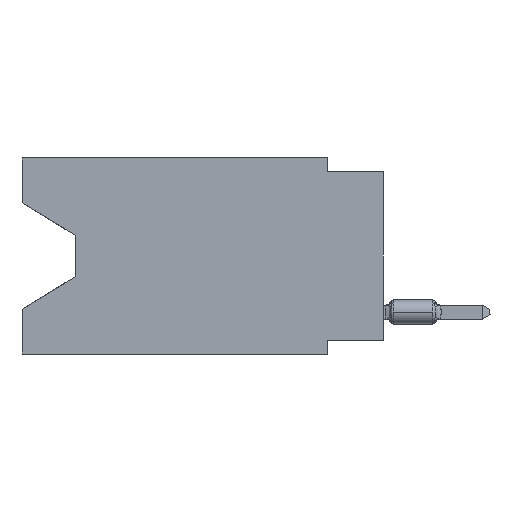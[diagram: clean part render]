
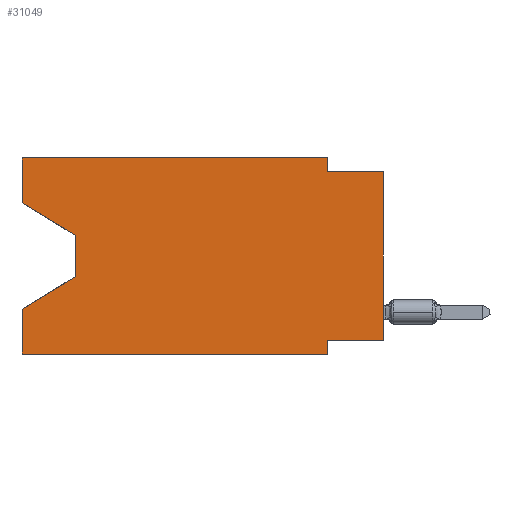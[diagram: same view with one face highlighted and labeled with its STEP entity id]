
A CAD part, left-side view. The second image highlights one B-rep face of the part: STEP entity #31049.
In plain terms, the highlighted planar face has unit normal (-1, 0, 0).
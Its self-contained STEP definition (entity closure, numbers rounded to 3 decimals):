
#417 = EDGE_CURVE ( 'NONE', #16292, #44215, #47489, .T. ) ;
#953 = DIRECTION ( 'NONE',  ( 0., 0., -1. ) ) ;
#2310 = DIRECTION ( 'NONE',  ( 0., 0., 1. ) ) ;
#3827 = CARTESIAN_POINT ( 'NONE',  ( 0., 2.54, 0. ) ) ;
#3942 = VECTOR ( 'NONE', #105599, 1000. ) ;
#6352 = CARTESIAN_POINT ( 'NONE',  ( 0., 0., -0.635 ) ) ;
#6608 = EDGE_CURVE ( 'NONE', #12594, #89652, #96681, .T. ) ;
#6955 = EDGE_CURVE ( 'NONE', #100900, #40027, #71146, .T. ) ;
#7340 = VERTEX_POINT ( 'NONE', #58617 ) ;
#7669 = EDGE_CURVE ( 'NONE', #82215, #43888, #77550, .T. ) ;
#9343 = CARTESIAN_POINT ( 'NONE',  ( 0., 0., -8.255 ) ) ;
#9970 = EDGE_LOOP ( 'NONE', ( #43355, #62249, #73516, #105580, #89118, #67544, #29519, #83823, #68747, #98914, #107579, #93411 ) ) ;
#10238 = DIRECTION ( 'NONE',  ( 0., 0., -1. ) ) ;
#11823 = VECTOR ( 'NONE', #75172, 1000. ) ;
#12594 = VERTEX_POINT ( 'NONE', #9343 ) ;
#15122 = CARTESIAN_POINT ( 'NONE',  ( 0., 16.383, -2.038 ) ) ;
#15242 = CARTESIAN_POINT ( 'NONE',  ( 0., 13.97, -3.505 ) ) ;
#15507 = CARTESIAN_POINT ( 'NONE',  ( 0., 16.383, -8.89 ) ) ;
#16292 = VERTEX_POINT ( 'NONE', #15122 ) ;
#16787 = VECTOR ( 'NONE', #2310, 1000. ) ;
#16800 = FACE_OUTER_BOUND ( 'NONE', #9970, .T. ) ;
#18266 = DIRECTION ( 'NONE',  ( 0., 0., 1. ) ) ;
#21760 = DIRECTION ( 'NONE',  ( 0., -1., 0. ) ) ;
#23724 = VECTOR ( 'NONE', #18266, 1000. ) ;
#23839 = EDGE_CURVE ( 'NONE', #78230, #87087, #89724, .T. ) ;
#23995 = LINE ( 'NONE', #30793, #66734 ) ;
#25682 = LINE ( 'NONE', #15507, #105597 ) ;
#25749 = VECTOR ( 'NONE', #10238, 1000. ) ;
#26933 = VECTOR ( 'NONE', #96858, 1000. ) ;
#27000 = LINE ( 'NONE', #79534, #74245 ) ;
#27843 = CARTESIAN_POINT ( 'NONE',  ( 0., 2.54, -8.255 ) ) ;
#29519 = ORIENTED_EDGE ( 'NONE', *, *, #98170, .F. ) ;
#29841 = AXIS2_PLACEMENT_3D ( 'NONE', #51276, #70465, #953 ) ;
#30793 = CARTESIAN_POINT ( 'NONE',  ( 0., 16.383, 0. ) ) ;
#31049 = ADVANCED_FACE ( 'NONE', ( #16800 ), #34884, .F. ) ;
#32020 = CARTESIAN_POINT ( 'NONE',  ( 0., 2.54, -8.89 ) ) ;
#34884 = PLANE ( 'NONE',  #29841 ) ;
#35213 = LINE ( 'NONE', #78181, #23724 ) ;
#35528 = CARTESIAN_POINT ( 'NONE',  ( 0., 16.383, 0. ) ) ;
#36025 = VECTOR ( 'NONE', #37185, 1000. ) ;
#36649 = CARTESIAN_POINT ( 'NONE',  ( 0., 13.97, -5.385 ) ) ;
#37185 = DIRECTION ( 'NONE',  ( 0., 0., -1. ) ) ;
#37743 = EDGE_CURVE ( 'NONE', #93118, #78230, #78487, .T. ) ;
#40027 = VERTEX_POINT ( 'NONE', #94381 ) ;
#43355 = ORIENTED_EDGE ( 'NONE', *, *, #417, .T. ) ;
#43888 = VERTEX_POINT ( 'NONE', #32020 ) ;
#44194 = CARTESIAN_POINT ( 'NONE',  ( 0., 2.54, -0.635 ) ) ;
#44215 = VERTEX_POINT ( 'NONE', #91778 ) ;
#46654 = EDGE_CURVE ( 'NONE', #7340, #43888, #25682, .T. ) ;
#47489 = LINE ( 'NONE', #81961, #78708 ) ;
#48054 = LINE ( 'NONE', #15242, #11823 ) ;
#49989 = DIRECTION ( 'NONE',  ( 0., -1., 0. ) ) ;
#51276 = CARTESIAN_POINT ( 'NONE',  ( 0., 16.383, 0. ) ) ;
#54101 = DIRECTION ( 'NONE',  ( 0., 1., 0. ) ) ;
#58617 = CARTESIAN_POINT ( 'NONE',  ( 0., 16.383, -8.89 ) ) ;
#61700 = CARTESIAN_POINT ( 'NONE',  ( 0., 2.54, -8.89 ) ) ;
#62249 = ORIENTED_EDGE ( 'NONE', *, *, #106655, .T. ) ;
#62403 = CARTESIAN_POINT ( 'NONE',  ( 0., 0., -0.635 ) ) ;
#66734 = VECTOR ( 'NONE', #74325, 1000. ) ;
#67544 = ORIENTED_EDGE ( 'NONE', *, *, #7669, .F. ) ;
#68747 = ORIENTED_EDGE ( 'NONE', *, *, #86670, .F. ) ;
#68750 = CARTESIAN_POINT ( 'NONE',  ( 0., 13.97, -5.385 ) ) ;
#70465 = DIRECTION ( 'NONE',  ( 1., 0., 0. ) ) ;
#71146 = LINE ( 'NONE', #36649, #3942 ) ;
#73516 = ORIENTED_EDGE ( 'NONE', *, *, #6955, .T. ) ;
#74245 = VECTOR ( 'NONE', #54101, 1000. ) ;
#74325 = DIRECTION ( 'NONE',  ( 0., 0., 1. ) ) ;
#75172 = DIRECTION ( 'NONE',  ( 0., 0., -1. ) ) ;
#77550 = LINE ( 'NONE', #61700, #25749 ) ;
#78181 = CARTESIAN_POINT ( 'NONE',  ( 0., 16.383, 0. ) ) ;
#78230 = VERTEX_POINT ( 'NONE', #95150 ) ;
#78487 = LINE ( 'NONE', #35528, #83003 ) ;
#78708 = VECTOR ( 'NONE', #81411, 1000. ) ;
#79534 = CARTESIAN_POINT ( 'NONE',  ( 0., 0., -8.255 ) ) ;
#80463 = LINE ( 'NONE', #62403, #26933 ) ;
#81411 = DIRECTION ( 'NONE',  ( 0., -0.855, -0.519 ) ) ;
#81961 = CARTESIAN_POINT ( 'NONE',  ( 0., 16.383, -2.038 ) ) ;
#82215 = VERTEX_POINT ( 'NONE', #27843 ) ;
#83003 = VECTOR ( 'NONE', #21760, 1000. ) ;
#83823 = ORIENTED_EDGE ( 'NONE', *, *, #6608, .T. ) ;
#84847 = EDGE_CURVE ( 'NONE', #16292, #93118, #23995, .T. ) ;
#86670 = EDGE_CURVE ( 'NONE', #87087, #89652, #80463, .T. ) ;
#87087 = VERTEX_POINT ( 'NONE', #44194 ) ;
#87962 = CARTESIAN_POINT ( 'NONE',  ( 0., 16.383, 0. ) ) ;
#88198 = CARTESIAN_POINT ( 'NONE',  ( 0., 0., 0. ) ) ;
#89118 = ORIENTED_EDGE ( 'NONE', *, *, #46654, .T. ) ;
#89652 = VERTEX_POINT ( 'NONE', #6352 ) ;
#89724 = LINE ( 'NONE', #3827, #36025 ) ;
#91778 = CARTESIAN_POINT ( 'NONE',  ( 0., 13.97, -3.505 ) ) ;
#93118 = VERTEX_POINT ( 'NONE', #87962 ) ;
#93411 = ORIENTED_EDGE ( 'NONE', *, *, #84847, .F. ) ;
#94381 = CARTESIAN_POINT ( 'NONE',  ( 0., 16.383, -6.852 ) ) ;
#95150 = CARTESIAN_POINT ( 'NONE',  ( 0., 2.54, 0. ) ) ;
#96681 = LINE ( 'NONE', #88198, #16787 ) ;
#96858 = DIRECTION ( 'NONE',  ( 0., -1., 0. ) ) ;
#98170 = EDGE_CURVE ( 'NONE', #12594, #82215, #27000, .T. ) ;
#98914 = ORIENTED_EDGE ( 'NONE', *, *, #23839, .F. ) ;
#100227 = EDGE_CURVE ( 'NONE', #7340, #40027, #35213, .T. ) ;
#100900 = VERTEX_POINT ( 'NONE', #68750 ) ;
#105580 = ORIENTED_EDGE ( 'NONE', *, *, #100227, .F. ) ;
#105597 = VECTOR ( 'NONE', #49989, 1000. ) ;
#105599 = DIRECTION ( 'NONE',  ( 0., 0.855, -0.519 ) ) ;
#106655 = EDGE_CURVE ( 'NONE', #44215, #100900, #48054, .T. ) ;
#107579 = ORIENTED_EDGE ( 'NONE', *, *, #37743, .F. ) ;
